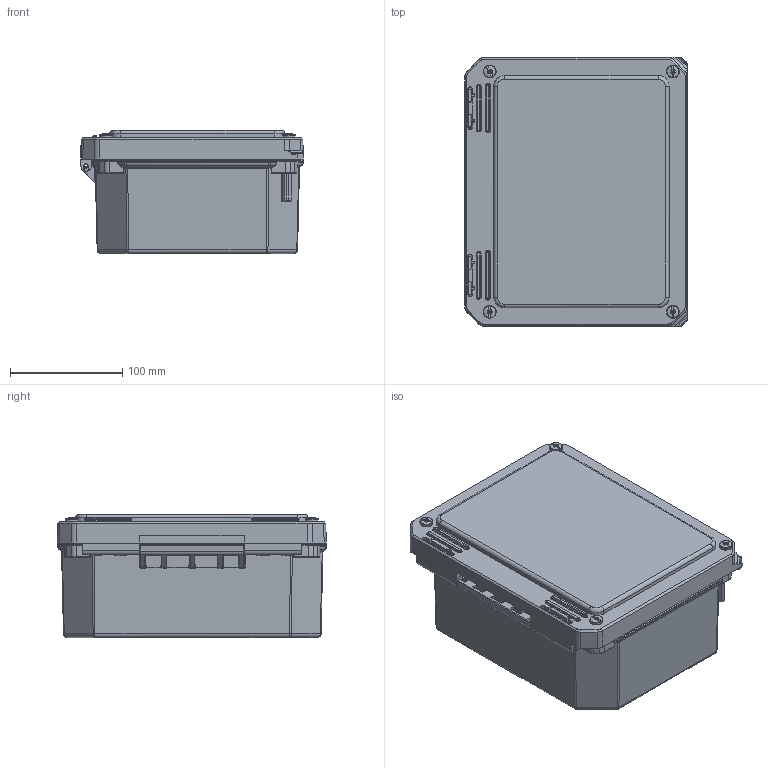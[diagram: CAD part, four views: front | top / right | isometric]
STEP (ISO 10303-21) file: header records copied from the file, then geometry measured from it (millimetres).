
FILE_DESCRIPTION (( 'STEP AP214' ), '1' );
FILE_NAME ('FR80604W.STEP', '2018-10-31T13:44:37', ( '' ), ( '' ), 'SwSTEP 2.0', 'SolidWorks 2018', '' );
FILE_SCHEMA (( 'AUTOMOTIVE_DESIGN' ));
Length unit declared in the file: inch
Products named in the file (1): FR80604W
Bounding box: 197.87 x 239.6 x 109.48 mm (x, y, z)
Volume: 723807.6 mm3; surface area: 388880.2 mm2
Topology: 27 solids, 27 shells, 2010 faces, 4980 edges, 2924 vertices
Faces by surface type: cylinder 721, plane 675, bspline 502, cone 96, torus 16
Full cylindrical faces by diameter (mm): 3.48 x2, 3.861 x8, 3.962 x16, 5.055 x4, 5.563 x2, 5.766 x2, 6.248 x16, 6.401 x4, 6.426 x4, 7.937 x1, 7.938 x1, 11.049 x2, 11.43 x4
Entity records: 113368 total; most frequent: CARTESIAN_POINT 45761, ORIENTED_EDGE 9466, DIRECTION 6770, EDGE_CURVE 4733, VERTEX_POINT 2888, VECTOR 2298, LINE 2298, AXIS2_PLACEMENT_3D 2236
